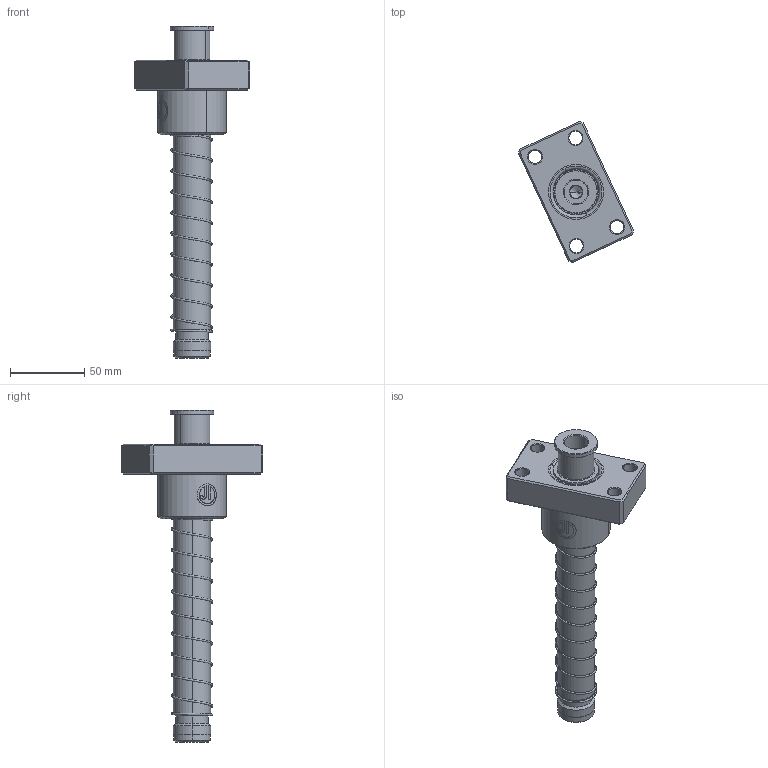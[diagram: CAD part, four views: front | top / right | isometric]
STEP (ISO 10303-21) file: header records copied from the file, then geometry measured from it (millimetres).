
FILE_DESCRIPTION (( 'STEP AP214' ), '1' );
FILE_NAME ('FKSH FKJH-D25-L200.STEP', '2021-09-15T07:19:27', ( '' ), ( '' ), 'SwSTEP 2.0', 'SolidWorks 2016', '' );
FILE_SCHEMA (( 'AUTOMOTIVE_DESIGN' ));
Length unit declared in the file: millimetre
Products named in the file (228): BALL-D3; SAB-25; MGK-D25-L200; GTK-D29-d24; SAB-25-1; BSH-30.5-25.5-L50; FKSH FKJH-D25-L200; BSH-D30.5-25.5-L50郪蚾; HWP-D27.5-d25.5-L130
Assembly tree (221 placements, depth 3):
  BALL-D3
  BALL-D3
  BALL-D3
  BALL-D3
  BALL-D3
Bounding box: 77.26 x 94.72 x 223 mm (x, y, z)
Volume: 200824.3 mm3; surface area: 78043.4 mm2
Topology: 216 solids, 216 shells, 997 faces, 4191 edges, 2777 vertices
Faces by surface type: sphere 840, plane 49, cylinder 44, cone 42, bspline 14, torus 8
Entity records: 45324 total; most frequent: CARTESIAN_POINT 26357, ORIENTED_EDGE 3328, DIRECTION 2896, EDGE_CURVE 1664, AXIS2_PLACEMENT_3D 1361, VERTEX_POINT 1085, EDGE_LOOP 1001, B_SPLINE_CURVE_WITH_KNOTS 925
